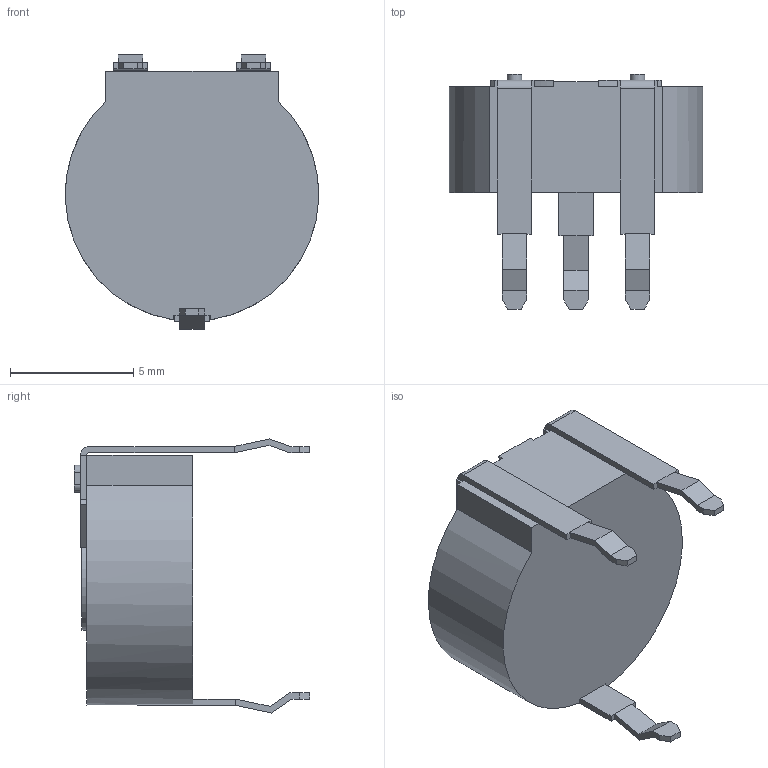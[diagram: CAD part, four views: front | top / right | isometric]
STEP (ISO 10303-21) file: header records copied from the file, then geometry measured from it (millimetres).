
FILE_DESCRIPTION((''),'2;1');
FILE_NAME('38PL_SW0001','2012-02-23T',('BMozley'),(''),'PRO/ENGINEER BY PARAMETRIC TECHNOLOGY CORPORATION, 2011490','PRO/ENGINEER BY PARAMETRIC TECHNOLOGY CORPORATION, 2011490','');
FILE_SCHEMA(('CONFIG_CONTROL_DESIGN'));
Length unit declared in the file: inch
Products named in the file (1): 38PL_SW0001
Bounding box: 10.29 x 9.55 x 11.13 mm (x, y, z)
Volume: 379.6 mm3; surface area: 408.2 mm2
Topology: 1 solids, 1 shells, 124 faces, 338 edges, 222 vertices
Faces by surface type: plane 102, cylinder 22
Entity records: 3910 total; most frequent: CARTESIAN_POINT 684, ORIENTED_EDGE 676, DIRECTION 634, EDGE_CURVE 338, VECTOR 290, LINE 290, VERTEX_POINT 222, AXIS2_PLACEMENT_3D 172
